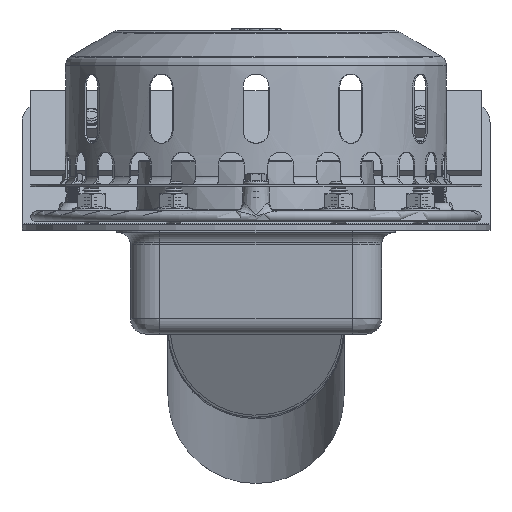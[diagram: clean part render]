
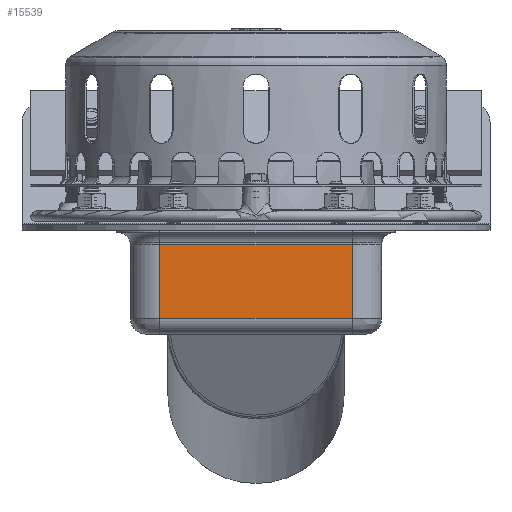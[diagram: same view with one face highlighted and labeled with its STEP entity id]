
A CAD part, left-side view. The second image highlights one B-rep face of the part: STEP entity #15539.
In plain terms, the highlighted planar face has unit normal (-1, 0, 0).
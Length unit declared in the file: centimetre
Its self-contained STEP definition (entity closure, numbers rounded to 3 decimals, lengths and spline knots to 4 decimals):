
#1208=PLANE('',#17250);
#1977=FACE_OUTER_BOUND('',#2966,.T.);
#2966=EDGE_LOOP('',(#13639,#13640,#13641,#13642));
#3985=LINE('',#32298,#4938);
#4041=LINE('',#32632,#4994);
#4042=LINE('',#32633,#4995);
#4043=LINE('',#32634,#4996);
#4938=VECTOR('',#21201,1.);
#4994=VECTOR('',#21465,1.);
#4995=VECTOR('',#21466,1.);
#4996=VECTOR('',#21467,1.);
#7177=VERTEX_POINT('',#32296);
#7178=VERTEX_POINT('',#32297);
#7255=VERTEX_POINT('',#32630);
#7256=VERTEX_POINT('',#32631);
#9288=EDGE_CURVE('',#7177,#7178,#3985,.T.);
#9412=EDGE_CURVE('',#7255,#7256,#4041,.T.);
#9413=EDGE_CURVE('',#7177,#7256,#4042,.T.);
#9414=EDGE_CURVE('',#7178,#7255,#4043,.T.);
#13639=ORIENTED_EDGE('',*,*,#9412,.T.);
#13640=ORIENTED_EDGE('',*,*,#9413,.F.);
#13641=ORIENTED_EDGE('',*,*,#9288,.T.);
#13642=ORIENTED_EDGE('',*,*,#9414,.T.);
#15539=ADVANCED_FACE('',(#1977),#1208,.T.);
#17250=AXIS2_PLACEMENT_3D('',#32629,#21463,#21464);
#21201=DIRECTION('',(0.,1.,0.));
#21463=DIRECTION('center_axis',(-1.,0.,0.));
#21464=DIRECTION('ref_axis',(0.,0.,1.));
#21465=DIRECTION('',(0.,-1.,0.));
#21466=DIRECTION('',(0.,0.,-1.));
#21467=DIRECTION('',(0.,0.,-1.));
#32296=CARTESIAN_POINT('',(68.,-55.5,-8.5));
#32297=CARTESIAN_POINT('',(68.,55.5,-8.5));
#32298=CARTESIAN_POINT('',(68.,0.,-8.5));
#32629=CARTESIAN_POINT('Origin',(68.,0.,-15.5083));
#32630=CARTESIAN_POINT('',(68.,55.5,-51.));
#32631=CARTESIAN_POINT('',(68.,-55.5,-51.));
#32632=CARTESIAN_POINT('',(68.,-18.5,-51.));
#32633=CARTESIAN_POINT('',(68.,-55.5,-8.5));
#32634=CARTESIAN_POINT('',(68.,55.5,-8.5));
